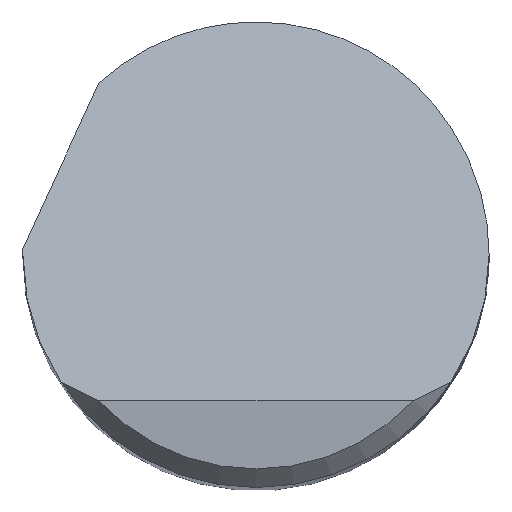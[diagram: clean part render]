
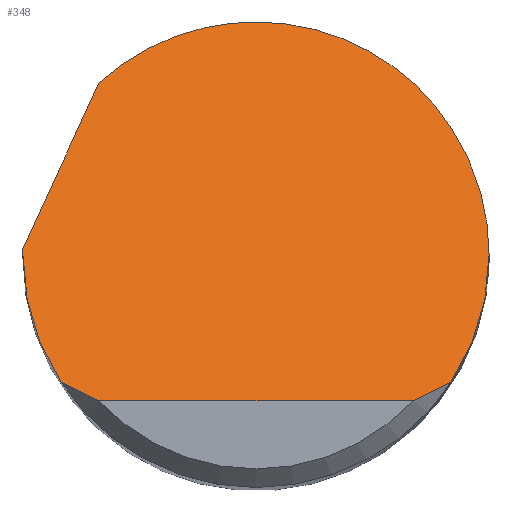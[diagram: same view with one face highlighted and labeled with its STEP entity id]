
A CAD part, top view. The second image highlights one B-rep face of the part: STEP entity #348.
In plain terms, the highlighted planar face has unit normal (0, 0.707, 0.707).
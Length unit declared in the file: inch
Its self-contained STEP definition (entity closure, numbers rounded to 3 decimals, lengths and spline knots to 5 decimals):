
#3 = CARTESIAN_POINT ( 'NONE',  ( -0.1875, -0.03666, 2.91916 ) ) ;
#12 = DIRECTION ( 'NONE',  ( 0.308, 0.673, -0.673 ) ) ;
#13 = EDGE_CURVE ( 'NONE', #115, #314, #480, .T. ) ;
#17 = EDGE_CURVE ( 'NONE', #115, #44, #482, .T. ) ;
#41 = CARTESIAN_POINT ( 'NONE',  ( -0.14711, -0.10785, 2.99035 ) ) ;
#44 = VERTEX_POINT ( 'NONE', #583 ) ;
#77 = ORIENTED_EDGE ( 'NONE', *, *, #340, .F. ) ;
#83 = EDGE_CURVE ( 'NONE', #273, #565, #655, .T. ) ;
#92 = PLANE ( 'NONE',  #243 ) ;
#115 = VERTEX_POINT ( 'NONE', #695 ) ;
#127 = CARTESIAN_POINT ( 'NONE',  ( 0.12629, -0.1175, 3. ) ) ;
#154 = DIRECTION ( 'NONE',  ( 1., 0., 0. ) ) ;
#155 = ORIENTED_EDGE ( 'NONE', *, *, #587, .F. ) ;
#156 = CARTESIAN_POINT ( 'NONE',  ( 0.1875, 0., 2.8825 ) ) ;
#183 = CARTESIAN_POINT ( 'NONE',  ( -0.18743, 0.005, 2.8775 ) ) ;
#188 = ORIENTED_EDGE ( 'NONE', *, *, #17, .F. ) ;
#199 = LINE ( 'NONE', #474, #538 ) ;
#200 = CARTESIAN_POINT ( 'NONE',  ( 0.157, -0.1025, 2.985 ) ) ;
#243 = AXIS2_PLACEMENT_3D ( 'NONE', #307, #426, #312 ) ;
#251 =( BOUNDED_CURVE ( )  B_SPLINE_CURVE ( 3, ( #296, #346, #571, #183 ),
 .UNSPECIFIED., .F., .T. ) 
 B_SPLINE_CURVE_WITH_KNOTS ( ( 4, 4 ),
 ( 4.71239, 4.73906 ),
 .UNSPECIFIED. ) 
 CURVE ( )  GEOMETRIC_REPRESENTATION_ITEM ( )  RATIONAL_B_SPLINE_CURVE ( ( 1., 1., 1., 1. ) ) 
 REPRESENTATION_ITEM ( '' )  );
#253 = CARTESIAN_POINT ( 'NONE',  ( -0.1369, -0.11288, 2.99538 ) ) ;
#258 = CARTESIAN_POINT ( 'NONE',  ( -0.157, -0.1025, 2.985 ) ) ;
#261 = CARTESIAN_POINT ( 'NONE',  ( 0.1875, 0., 2.8825 ) ) ;
#273 = VERTEX_POINT ( 'NONE', #127 ) ;
#291 = CARTESIAN_POINT ( 'NONE',  ( -0.12629, -0.1175, 3. ) ) ;
#292 = ORIENTED_EDGE ( 'NONE', *, *, #305, .F. ) ;
#296 = CARTESIAN_POINT ( 'NONE',  ( -0.1875, 0., 2.8825 ) ) ;
#305 = EDGE_CURVE ( 'NONE', #44, #468, #251, .T. ) ;
#307 = CARTESIAN_POINT ( 'NONE',  ( -0.1875, -0.1175, 3. ) ) ;
#308 = CARTESIAN_POINT ( 'NONE',  ( 0.14711, -0.10785, 2.99035 ) ) ;
#312 = DIRECTION ( 'NONE',  ( 0., 0.707, -0.707 ) ) ;
#314 = VERTEX_POINT ( 'NONE', #291 ) ;
#316 = FACE_OUTER_BOUND ( 'NONE', #502, .T. ) ;
#325 =( BOUNDED_CURVE ( )  B_SPLINE_CURVE ( 3, ( #261, #642, #638, #429 ),
 .UNSPECIFIED., .F., .F. ) 
 B_SPLINE_CURVE_WITH_KNOTS ( ( 4, 4 ),
 ( 1.5708, 2.14917 ),
 .UNSPECIFIED. ) 
 CURVE ( )  GEOMETRIC_REPRESENTATION_ITEM ( )  RATIONAL_B_SPLINE_CURVE ( ( 1., 0.972, 0.972, 1. ) ) 
 REPRESENTATION_ITEM ( '' )  );
#328 = VERTEX_POINT ( 'NONE', #518 ) ;
#340 = EDGE_CURVE ( 'NONE', #520, #565, #325, .T. ) ;
#346 = CARTESIAN_POINT ( 'NONE',  ( -0.1875, 0.00167, 2.88083 ) ) ;
#348 = ADVANCED_FACE ( 'NONE', ( #316 ), #92, .F. ) ;
#358 = CARTESIAN_POINT ( 'NONE',  ( -0.1875, 0., 2.8825 ) ) ;
#389 = LINE ( 'NONE', #397, #477 ) ;
#397 = CARTESIAN_POINT ( 'NONE',  ( -0.23821, -0.10589, 2.98839 ) ) ;
#426 = DIRECTION ( 'NONE',  ( 0., -0.707, -0.707 ) ) ;
#429 = CARTESIAN_POINT ( 'NONE',  ( 0.157, -0.1025, 2.985 ) ) ;
#438 = EDGE_CURVE ( 'NONE', #314, #273, #199, .T. ) ;
#465 = CARTESIAN_POINT ( 'NONE',  ( 0.1875, 0.18969, 2.69281 ) ) ;
#468 = VERTEX_POINT ( 'NONE', #636 ) ;
#470 = CARTESIAN_POINT ( 'NONE',  ( 0.1875, 0., 2.8825 ) ) ;
#474 = CARTESIAN_POINT ( 'NONE',  ( 0., -0.1175, 3. ) ) ;
#476 = CARTESIAN_POINT ( 'NONE',  ( -0.12629, -0.1175, 3. ) ) ;
#477 = VECTOR ( 'NONE', #12, 39.37008 ) ;
#480 = B_SPLINE_CURVE_WITH_KNOTS ( 'NONE', 3,
 ( #533, #41, #253, #476 ),
 .UNSPECIFIED., .F., .F.,
 ( 4, 4 ),
 ( 0., 0.00095 ),
 .UNSPECIFIED. ) ;
#481 = CARTESIAN_POINT ( 'NONE',  ( -0.17704, -0.0718, 2.9543 ) ) ;
#482 =( BOUNDED_CURVE ( )  B_SPLINE_CURVE ( 3, ( #258, #481, #3, #358 ),
 .UNSPECIFIED., .F., .F. ) 
 B_SPLINE_CURVE_WITH_KNOTS ( ( 4, 4 ),
 ( 4.13401, 4.71239 ),
 .UNSPECIFIED. ) 
 CURVE ( )  GEOMETRIC_REPRESENTATION_ITEM ( )  RATIONAL_B_SPLINE_CURVE ( ( 1., 0.972, 0.972, 1. ) ) 
 REPRESENTATION_ITEM ( '' )  );
#492 = CARTESIAN_POINT ( 'NONE',  ( 0.1369, -0.11288, 2.99538 ) ) ;
#502 = EDGE_LOOP ( 'NONE', ( #576, #663, #77, #668, #155, #292, #188, #563 ) ) ;
#518 = CARTESIAN_POINT ( 'NONE',  ( -0.12625, 0.13863, 2.74387 ) ) ;
#520 = VERTEX_POINT ( 'NONE', #156 ) ;
#533 = CARTESIAN_POINT ( 'NONE',  ( -0.157, -0.1025, 2.985 ) ) ;
#538 = VECTOR ( 'NONE', #154, 39.37008 ) ;
#559 = CARTESIAN_POINT ( 'NONE',  ( -0.12625, 0.13863, 2.74387 ) ) ;
#563 = ORIENTED_EDGE ( 'NONE', *, *, #13, .T. ) ;
#565 = VERTEX_POINT ( 'NONE', #656 ) ;
#567 =( BOUNDED_CURVE ( )  B_SPLINE_CURVE ( 3, ( #559, #570, #465, #470 ),
 .UNSPECIFIED., .F., .F. ) 
 B_SPLINE_CURVE_WITH_KNOTS ( ( 4, 4 ),
 ( 5.54449, 7.85398 ),
 .UNSPECIFIED. ) 
 CURVE ( )  GEOMETRIC_REPRESENTATION_ITEM ( )  RATIONAL_B_SPLINE_CURVE ( ( 1., 0.603, 0.603, 1. ) ) 
 REPRESENTATION_ITEM ( '' )  );
#570 = CARTESIAN_POINT ( 'NONE',  ( 0.014, 0.26635, 2.61615 ) ) ;
#571 = CARTESIAN_POINT ( 'NONE',  ( -0.18748, 0.00333, 2.87917 ) ) ;
#576 = ORIENTED_EDGE ( 'NONE', *, *, #438, .T. ) ;
#583 = CARTESIAN_POINT ( 'NONE',  ( -0.1875, 0., 2.8825 ) ) ;
#587 = EDGE_CURVE ( 'NONE', #468, #328, #389, .T. ) ;
#636 = CARTESIAN_POINT ( 'NONE',  ( -0.18743, 0.005, 2.8775 ) ) ;
#638 = CARTESIAN_POINT ( 'NONE',  ( 0.17704, -0.0718, 2.9543 ) ) ;
#642 = CARTESIAN_POINT ( 'NONE',  ( 0.1875, -0.03666, 2.91916 ) ) ;
#643 = CARTESIAN_POINT ( 'NONE',  ( 0.12629, -0.1175, 3. ) ) ;
#652 = EDGE_CURVE ( 'NONE', #328, #520, #567, .T. ) ;
#655 = B_SPLINE_CURVE_WITH_KNOTS ( 'NONE', 3,
 ( #643, #492, #308, #200 ),
 .UNSPECIFIED., .F., .F.,
 ( 4, 4 ),
 ( 0., 0.00095 ),
 .UNSPECIFIED. ) ;
#656 = CARTESIAN_POINT ( 'NONE',  ( 0.157, -0.1025, 2.985 ) ) ;
#663 = ORIENTED_EDGE ( 'NONE', *, *, #83, .T. ) ;
#668 = ORIENTED_EDGE ( 'NONE', *, *, #652, .F. ) ;
#695 = CARTESIAN_POINT ( 'NONE',  ( -0.157, -0.1025, 2.985 ) ) ;
